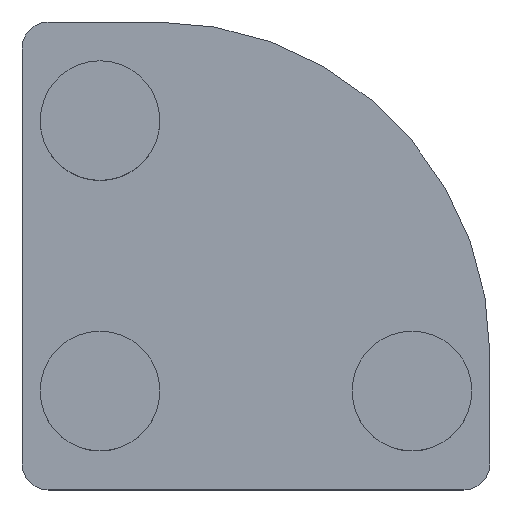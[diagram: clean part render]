
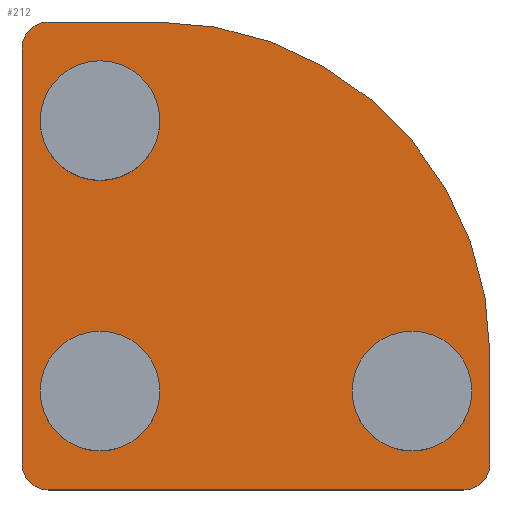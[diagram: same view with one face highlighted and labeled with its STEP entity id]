
A CAD part, top view. The second image highlights one B-rep face of the part: STEP entity #212.
In plain terms, the highlighted planar face has unit normal (0, 0, 1).
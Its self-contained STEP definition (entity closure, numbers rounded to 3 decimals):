
#212=ADVANCED_FACE('',(#243,#244,#245,#246),#247,.F.);
#243=FACE_BOUND('',#319,.T.);
#244=FACE_BOUND('',#320,.T.);
#245=FACE_BOUND('',#321,.T.);
#246=FACE_OUTER_BOUND('',#322,.T.);
#247=PLANE('',#323);
#319=EDGE_LOOP('',(#440));
#320=EDGE_LOOP('',(#441));
#321=EDGE_LOOP('',(#442));
#322=EDGE_LOOP('',(#443,#444,#445,#446,#447,#448,#449,#450));
#323=AXIS2_PLACEMENT_3D('',#451,#452,#453);
#440=ORIENTED_EDGE('',*,*,#581,.F.);
#441=ORIENTED_EDGE('',*,*,#582,.F.);
#442=ORIENTED_EDGE('',*,*,#565,.F.);
#443=ORIENTED_EDGE('',*,*,#583,.F.);
#444=ORIENTED_EDGE('',*,*,#567,.T.);
#445=ORIENTED_EDGE('',*,*,#584,.F.);
#446=ORIENTED_EDGE('',*,*,#585,.F.);
#447=ORIENTED_EDGE('',*,*,#586,.F.);
#448=ORIENTED_EDGE('',*,*,#587,.T.);
#449=ORIENTED_EDGE('',*,*,#577,.F.);
#450=ORIENTED_EDGE('',*,*,#588,.T.);
#451=CARTESIAN_POINT('',(-9.5,-9.5,2.5));
#452=DIRECTION('',(0.0,0.0,-1.0));
#453=DIRECTION('',(-1.0,0.0,0.0));
#565=EDGE_CURVE('',#615,#615,#616,.T.);
#567=EDGE_CURVE('',#619,#620,#621,.F.);
#577=EDGE_CURVE('',#637,#638,#639,.T.);
#581=EDGE_CURVE('',#645,#645,#646,.T.);
#582=EDGE_CURVE('',#647,#647,#648,.T.);
#583=EDGE_CURVE('',#619,#649,#650,.T.);
#584=EDGE_CURVE('',#651,#620,#652,.T.);
#585=EDGE_CURVE('',#653,#651,#654,.T.);
#586=EDGE_CURVE('',#655,#653,#656,.T.);
#587=EDGE_CURVE('',#655,#638,#657,.F.);
#588=EDGE_CURVE('',#637,#649,#658,.F.);
#615=VERTEX_POINT('',#691);
#616=CIRCLE('',#692,5.75);
#619=VERTEX_POINT('',#695);
#620=VERTEX_POINT('',#696);
#621=CIRCLE('',#697,2.5);
#637=VERTEX_POINT('',#719);
#638=VERTEX_POINT('',#720);
#639=LINE('',#721,#722);
#645=VERTEX_POINT('',#731);
#646=CIRCLE('',#732,5.75);
#647=VERTEX_POINT('',#733);
#648=CIRCLE('',#734,5.75);
#649=VERTEX_POINT('',#735);
#650=LINE('',#736,#737);
#651=VERTEX_POINT('',#738);
#652=LINE('',#739,#740);
#653=VERTEX_POINT('',#741);
#654=CIRCLE('',#742,32.0);
#655=VERTEX_POINT('',#743);
#656=LINE('',#744,#745);
#657=CIRCLE('',#746,2.5);
#658=CIRCLE('',#747,2.5);
#691=CARTESIAN_POINT('',(-9.25,-13.0,2.5));
#692=AXIS2_PLACEMENT_3D('',#791,#792,#793);
#695=CARTESIAN_POINT('',(20.0,-22.5,2.5));
#696=CARTESIAN_POINT('',(22.5,-20.0,2.5));
#697=AXIS2_PLACEMENT_3D('',#797,#798,#799);
#719=CARTESIAN_POINT('',(-22.5,-20.0,2.5));
#720=CARTESIAN_POINT('',(-22.5,20.0,2.5));
#721=CARTESIAN_POINT('',(-22.5,22.5,2.5));
#722=VECTOR('',#815,1.0);
#731=CARTESIAN_POINT('',(20.75,-13.0,2.5));
#732=AXIS2_PLACEMENT_3D('',#819,#820,#821);
#733=CARTESIAN_POINT('',(-9.25,13.0,2.5));
#734=AXIS2_PLACEMENT_3D('',#822,#823,#824);
#735=CARTESIAN_POINT('',(-20.0,-22.5,2.5));
#736=CARTESIAN_POINT('',(-22.5,-22.5,2.5));
#737=VECTOR('',#825,1.0);
#738=CARTESIAN_POINT('',(22.5,-9.5,2.5));
#739=CARTESIAN_POINT('',(22.5,-22.5,2.5));
#740=VECTOR('',#826,1.0);
#741=CARTESIAN_POINT('',(-9.5,22.5,2.5));
#742=AXIS2_PLACEMENT_3D('',#827,#828,#829);
#743=CARTESIAN_POINT('',(-20.0,22.5,2.5));
#744=CARTESIAN_POINT('',(-9.5,22.5,2.5));
#745=VECTOR('',#830,1.0);
#746=AXIS2_PLACEMENT_3D('',#831,#832,#833);
#747=AXIS2_PLACEMENT_3D('',#834,#835,#836);
#791=CARTESIAN_POINT('',(-15.0,-13.0,2.5));
#792=DIRECTION('',(0.0,0.0,1.0));
#793=DIRECTION('',(1.0,0.0,0.0));
#797=CARTESIAN_POINT('',(20.0,-20.0,2.5));
#798=DIRECTION('',(0.0,0.0,-1.0));
#799=DIRECTION('',(-1.0,0.0,0.0));
#815=DIRECTION('',(0.0,1.0,0.0));
#819=CARTESIAN_POINT('',(15.0,-13.0,2.5));
#820=DIRECTION('',(0.0,0.0,1.0));
#821=DIRECTION('',(1.0,0.0,0.0));
#822=CARTESIAN_POINT('',(-15.0,13.0,2.5));
#823=DIRECTION('',(0.0,0.0,1.0));
#824=DIRECTION('',(1.0,0.0,0.0));
#825=DIRECTION('',(-1.0,0.0,0.0));
#826=DIRECTION('',(0.0,-1.0,0.0));
#827=CARTESIAN_POINT('',(-9.5,-9.5,2.5));
#828=DIRECTION('',(0.0,0.0,-1.0));
#829=DIRECTION('',(1.0,0.0,0.0));
#830=DIRECTION('',(1.0,0.0,0.0));
#831=CARTESIAN_POINT('',(-20.0,20.0,2.5));
#832=DIRECTION('',(0.0,0.0,-1.0));
#833=DIRECTION('',(-1.0,0.0,0.0));
#834=CARTESIAN_POINT('',(-20.0,-20.0,2.5));
#835=DIRECTION('',(0.0,0.0,-1.0));
#836=DIRECTION('',(-1.0,0.0,0.0));
